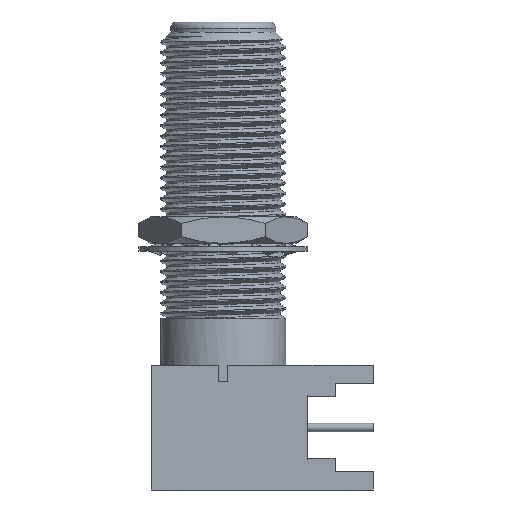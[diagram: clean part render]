
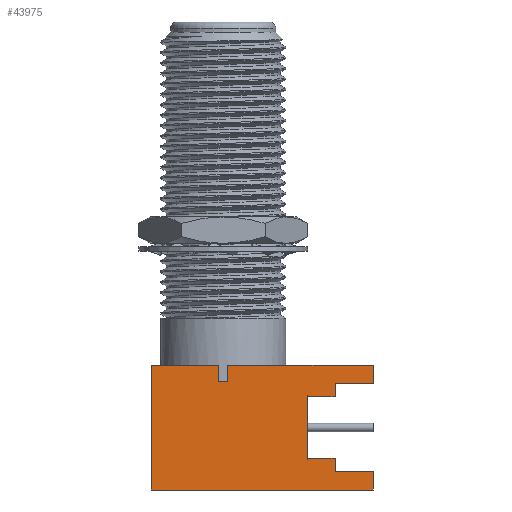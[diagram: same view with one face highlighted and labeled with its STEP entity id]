
A CAD part, front view. The second image highlights one B-rep face of the part: STEP entity #43975.
In plain terms, the highlighted planar face has unit normal (0, -1, 0).
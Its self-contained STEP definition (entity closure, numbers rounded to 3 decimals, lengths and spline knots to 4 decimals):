
#388 = CARTESIAN_POINT ( 'NONE',  ( 1.741, -0.187, -0.2083 ) ) ;
#796 = DIRECTION ( 'NONE',  ( 0., 0., 1. ) ) ;
#1178 = LINE ( 'NONE', #8460, #31708 ) ;
#2156 = VERTEX_POINT ( 'NONE', #12808 ) ;
#2733 = DIRECTION ( 'NONE',  ( 0., 0., 1. ) ) ;
#3331 = CARTESIAN_POINT ( 'NONE',  ( 0.9715, -0.187, 0.1167 ) ) ;
#4624 = CARTESIAN_POINT ( 'NONE',  ( 0.985, -0.187, 0.1167 ) ) ;
#5430 = VECTOR ( 'NONE', #80782, 39.3701 ) ;
#5494 = VECTOR ( 'NONE', #53316, 39.3701 ) ;
#5740 = CARTESIAN_POINT ( 'NONE',  ( 1.4344, -0.187, -0.2083 ) ) ;
#5811 = VECTOR ( 'NONE', #93556, 39.3701 ) ;
#6563 = EDGE_CURVE ( 'NONE', #42359, #90844, #1178, .T. ) ;
#6951 = ORIENTED_EDGE ( 'NONE', *, *, #31757, .T. ) ;
#7619 = VERTEX_POINT ( 'NONE', #17651 ) ;
#7842 = LINE ( 'NONE', #37437, #45647 ) ;
#8460 = CARTESIAN_POINT ( 'NONE',  ( 1.2375, -0.187, -0.1138 ) ) ;
#9851 = EDGE_CURVE ( 'NONE', #2156, #31265, #7842, .T. ) ;
#12730 = CARTESIAN_POINT ( 'NONE',  ( 1.741, -0.187, 0.1657 ) ) ;
#12808 = CARTESIAN_POINT ( 'NONE',  ( 1.4344, -0.187, 0.1657 ) ) ;
#14310 = CARTESIAN_POINT ( 'NONE',  ( 1.2375, -0.187, 0.0713 ) ) ;
#14369 = CARTESIAN_POINT ( 'NONE',  ( 0.9986, -0.187, 1.1933 ) ) ;
#15261 = ORIENTED_EDGE ( 'NONE', *, *, #9851, .T. ) ;
#15796 = VERTEX_POINT ( 'NONE', #39320 ) ;
#16928 = CARTESIAN_POINT ( 'NONE',  ( 0.769, -0.187, 0.1657 ) ) ;
#17185 = ORIENTED_EDGE ( 'NONE', *, *, #54563, .F. ) ;
#17202 = EDGE_CURVE ( 'NONE', #71613, #15796, #24060, .T. ) ;
#17651 = CARTESIAN_POINT ( 'NONE',  ( 1.4344, -0.187, -0.1523 ) ) ;
#17891 = VECTOR ( 'NONE', #796, 39.3701 ) ;
#19351 = VECTOR ( 'NONE', #46692, 39.3701 ) ;
#19682 = VERTEX_POINT ( 'NONE', #16928 ) ;
#20640 = CARTESIAN_POINT ( 'NONE',  ( 1.3202, -0.187, 0.1098 ) ) ;
#21587 = LINE ( 'NONE', #20640, #72646 ) ;
#22521 = CARTESIAN_POINT ( 'NONE',  ( 1.2375, -0.187, -0.1138 ) ) ;
#24060 = LINE ( 'NONE', #61423, #75510 ) ;
#24368 = EDGE_CURVE ( 'NONE', #81024, #59474, #80777, .T. ) ;
#24844 = LINE ( 'NONE', #90828, #19351 ) ;
#25402 = ORIENTED_EDGE ( 'NONE', *, *, #48199, .T. ) ;
#26053 = DIRECTION ( 'NONE',  ( 0., 0., -1. ) ) ;
#26360 = VERTEX_POINT ( 'NONE', #74607 ) ;
#27191 = EDGE_CURVE ( 'NONE', #26360, #7619, #63651, .T. ) ;
#27759 = CARTESIAN_POINT ( 'NONE',  ( 1.4344, -0.187, 0.1098 ) ) ;
#28002 = CARTESIAN_POINT ( 'NONE',  ( 0.769, -0.187, -0.2083 ) ) ;
#29748 = CARTESIAN_POINT ( 'NONE',  ( 0.9986, -0.187, 0.1167 ) ) ;
#30377 = DIRECTION ( 'NONE',  ( 0., 0., 1. ) ) ;
#31147 = ORIENTED_EDGE ( 'NONE', *, *, #57748, .T. ) ;
#31265 = VERTEX_POINT ( 'NONE', #56713 ) ;
#31708 = VECTOR ( 'NONE', #91382, 39.3701 ) ;
#31757 = EDGE_CURVE ( 'NONE', #45878, #2156, #49905, .T. ) ;
#35430 = VECTOR ( 'NONE', #72625, 39.3701 ) ;
#37437 = CARTESIAN_POINT ( 'NONE',  ( 1.741, -0.187, 0.1657 ) ) ;
#38148 = LINE ( 'NONE', #75028, #17891 ) ;
#39320 = CARTESIAN_POINT ( 'NONE',  ( 0.9715, -0.187, 0.1657 ) ) ;
#40454 = DIRECTION ( 'NONE',  ( 0., 0., 1. ) ) ;
#41484 = VECTOR ( 'NONE', #43903, 39.3701 ) ;
#41517 = EDGE_CURVE ( 'NONE', #82258, #71613, #85640, .T. ) ;
#42230 = VECTOR ( 'NONE', #79342, 39.3701 ) ;
#42325 = LINE ( 'NONE', #12730, #75746 ) ;
#42359 = VERTEX_POINT ( 'NONE', #22521 ) ;
#43903 = DIRECTION ( 'NONE',  ( -1., 0., 0. ) ) ;
#43975 = ADVANCED_FACE ( 'NONE', ( #60553 ), #66869, .T. ) ;
#45128 = ORIENTED_EDGE ( 'NONE', *, *, #17202, .T. ) ;
#45647 = VECTOR ( 'NONE', #72896, 39.3701 ) ;
#45878 = VERTEX_POINT ( 'NONE', #27759 ) ;
#46692 = DIRECTION ( 'NONE',  ( -1., 0., 0. ) ) ;
#47268 = VECTOR ( 'NONE', #2733, 39.3701 ) ;
#47741 = LINE ( 'NONE', #76378, #56634 ) ;
#48199 = EDGE_CURVE ( 'NONE', #42359, #59474, #38148, .T. ) ;
#49835 = LINE ( 'NONE', #14369, #35430 ) ;
#49905 = LINE ( 'NONE', #5740, #5811 ) ;
#50767 = ORIENTED_EDGE ( 'NONE', *, *, #68366, .F. ) ;
#51647 = EDGE_CURVE ( 'NONE', #81024, #88394, #47741, .T. ) ;
#52765 = ORIENTED_EDGE ( 'NONE', *, *, #41517, .T. ) ;
#53316 = DIRECTION ( 'NONE',  ( 1., 0., 0. ) ) ;
#54563 = EDGE_CURVE ( 'NONE', #61753, #7619, #66423, .T. ) ;
#54673 = CARTESIAN_POINT ( 'NONE',  ( 1.3202, -0.187, -0.2083 ) ) ;
#55400 = VECTOR ( 'NONE', #55890, 39.3701 ) ;
#55890 = DIRECTION ( 'NONE',  ( 0., 0., 1. ) ) ;
#56634 = VECTOR ( 'NONE', #40454, 39.3701 ) ;
#56713 = CARTESIAN_POINT ( 'NONE',  ( 0.9986, -0.187, 0.1657 ) ) ;
#57748 = EDGE_CURVE ( 'NONE', #31265, #82258, #49835, .T. ) ;
#58007 = LINE ( 'NONE', #72571, #5430 ) ;
#59315 = EDGE_CURVE ( 'NONE', #15796, #19682, #42325, .T. ) ;
#59474 = VERTEX_POINT ( 'NONE', #62729 ) ;
#59595 = DIRECTION ( 'NONE',  ( 0., -1., 0. ) ) ;
#60553 = FACE_OUTER_BOUND ( 'NONE', #65399, .T. ) ;
#61423 = CARTESIAN_POINT ( 'NONE',  ( 0.9715, -0.187, 1.1933 ) ) ;
#61753 = VERTEX_POINT ( 'NONE', #78471 ) ;
#62648 = EDGE_CURVE ( 'NONE', #45878, #88394, #21587, .T. ) ;
#62729 = CARTESIAN_POINT ( 'NONE',  ( 1.2375, -0.187, 0.0713 ) ) ;
#63651 = LINE ( 'NONE', #78678, #55400 ) ;
#65399 = EDGE_LOOP ( 'NONE', ( #17185, #75537, #70671, #25402, #85534, #91884, #94843, #6951, #15261, #31147, #52765, #45128, #83188, #74945, #50767, #74502 ) ) ;
#66423 = LINE ( 'NONE', #96001, #5494 ) ;
#66437 = EDGE_CURVE ( 'NONE', #72336, #19682, #58007, .T. ) ;
#66869 = PLANE ( 'NONE',  #93324 ) ;
#68366 = EDGE_CURVE ( 'NONE', #26360, #72336, #24844, .T. ) ;
#70542 = EDGE_CURVE ( 'NONE', #61753, #90844, #90562, .T. ) ;
#70671 = ORIENTED_EDGE ( 'NONE', *, *, #6563, .F. ) ;
#71613 = VERTEX_POINT ( 'NONE', #3331 ) ;
#71704 = CARTESIAN_POINT ( 'NONE',  ( 1.3202, -0.187, 0.1098 ) ) ;
#72336 = VERTEX_POINT ( 'NONE', #28002 ) ;
#72571 = CARTESIAN_POINT ( 'NONE',  ( 0.769, -0.187, -0.2083 ) ) ;
#72625 = DIRECTION ( 'NONE',  ( 0., 0., -1. ) ) ;
#72646 = VECTOR ( 'NONE', #79833, 39.3701 ) ;
#72896 = DIRECTION ( 'NONE',  ( -1., 0., 0. ) ) ;
#74502 = ORIENTED_EDGE ( 'NONE', *, *, #27191, .T. ) ;
#74607 = CARTESIAN_POINT ( 'NONE',  ( 1.4344, -0.187, -0.2083 ) ) ;
#74945 = ORIENTED_EDGE ( 'NONE', *, *, #66437, .F. ) ;
#75028 = CARTESIAN_POINT ( 'NONE',  ( 1.2375, -0.187, -0.2083 ) ) ;
#75476 = CARTESIAN_POINT ( 'NONE',  ( 1.3202, -0.187, 0.0713 ) ) ;
#75510 = VECTOR ( 'NONE', #30377, 39.3701 ) ;
#75537 = ORIENTED_EDGE ( 'NONE', *, *, #70542, .T. ) ;
#75746 = VECTOR ( 'NONE', #92298, 39.3701 ) ;
#76378 = CARTESIAN_POINT ( 'NONE',  ( 1.3202, -0.187, -0.2083 ) ) ;
#78471 = CARTESIAN_POINT ( 'NONE',  ( 1.3202, -0.187, -0.1523 ) ) ;
#78678 = CARTESIAN_POINT ( 'NONE',  ( 1.4344, -0.187, -0.2083 ) ) ;
#79342 = DIRECTION ( 'NONE',  ( -1., 0., 0. ) ) ;
#79833 = DIRECTION ( 'NONE',  ( -1., 0., 0. ) ) ;
#80777 = LINE ( 'NONE', #14310, #41484 ) ;
#80782 = DIRECTION ( 'NONE',  ( 0., 0., 1. ) ) ;
#81024 = VERTEX_POINT ( 'NONE', #75476 ) ;
#82258 = VERTEX_POINT ( 'NONE', #29748 ) ;
#83188 = ORIENTED_EDGE ( 'NONE', *, *, #59315, .T. ) ;
#85534 = ORIENTED_EDGE ( 'NONE', *, *, #24368, .F. ) ;
#85640 = LINE ( 'NONE', #4624, #42230 ) ;
#88394 = VERTEX_POINT ( 'NONE', #71704 ) ;
#90549 = CARTESIAN_POINT ( 'NONE',  ( 1.3202, -0.187, -0.1138 ) ) ;
#90562 = LINE ( 'NONE', #54673, #47268 ) ;
#90828 = CARTESIAN_POINT ( 'NONE',  ( 1.741, -0.187, -0.2083 ) ) ;
#90844 = VERTEX_POINT ( 'NONE', #90549 ) ;
#91382 = DIRECTION ( 'NONE',  ( 1., 0., 0. ) ) ;
#91884 = ORIENTED_EDGE ( 'NONE', *, *, #51647, .T. ) ;
#92298 = DIRECTION ( 'NONE',  ( -1., 0., 0. ) ) ;
#93324 = AXIS2_PLACEMENT_3D ( 'NONE', #388, #59595, #26053 ) ;
#93556 = DIRECTION ( 'NONE',  ( 0., 0., 1. ) ) ;
#94843 = ORIENTED_EDGE ( 'NONE', *, *, #62648, .F. ) ;
#96001 = CARTESIAN_POINT ( 'NONE',  ( 1.3202, -0.187, -0.1523 ) ) ;
